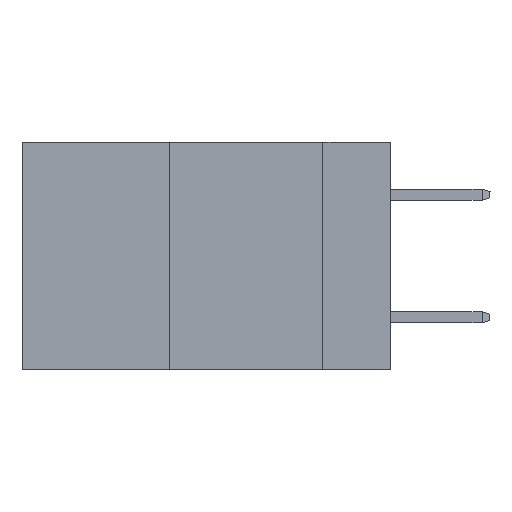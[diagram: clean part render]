
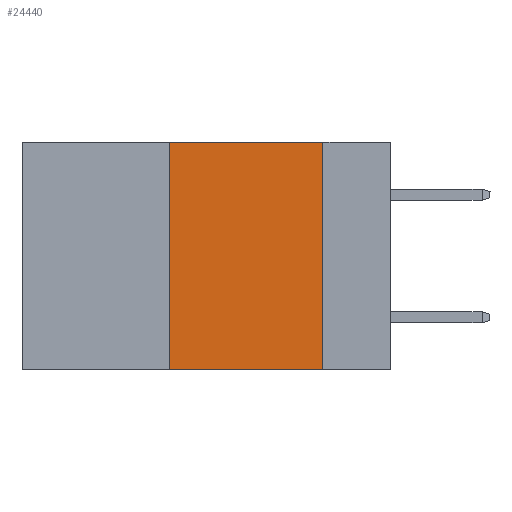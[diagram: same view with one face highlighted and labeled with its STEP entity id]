
A CAD part, left-side view. The second image highlights one B-rep face of the part: STEP entity #24440.
In plain terms, the highlighted planar face has unit normal (-1, 0, 0).
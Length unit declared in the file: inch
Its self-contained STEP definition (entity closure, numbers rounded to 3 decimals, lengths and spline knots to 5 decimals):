
#72 = VERTEX_POINT ( 'NONE', #18961 ) ;
#117 = ORIENTED_EDGE ( 'NONE', *, *, #13191, .F. ) ;
#640 = DIRECTION ( 'NONE',  ( 0., 0., -1. ) ) ;
#864 = VECTOR ( 'NONE', #640, 39.37008 ) ;
#975 = LINE ( 'NONE', #10769, #4924 ) ;
#1858 = CARTESIAN_POINT ( 'NONE',  ( 0., 0.11, 0. ) ) ;
#2178 = EDGE_LOOP ( 'NONE', ( #21925, #117, #2892, #13680 ) ) ;
#2892 = ORIENTED_EDGE ( 'NONE', *, *, #18361, .F. ) ;
#3144 = VERTEX_POINT ( 'NONE', #12393 ) ;
#3310 = AXIS2_PLACEMENT_3D ( 'NONE', #18338, #6986, #20233 ) ;
#4924 = VECTOR ( 'NONE', #6956, 39.37008 ) ;
#5476 = VECTOR ( 'NONE', #21192, 39.37008 ) ;
#5659 = FACE_OUTER_BOUND ( 'NONE', #2178, .T. ) ;
#6956 = DIRECTION ( 'NONE',  ( 0., 0., 1. ) ) ;
#6986 = DIRECTION ( 'NONE',  ( 1., 0., 0. ) ) ;
#7959 = VERTEX_POINT ( 'NONE', #1858 ) ;
#8203 = EDGE_CURVE ( 'NONE', #7959, #3144, #21157, .T. ) ;
#9142 = LINE ( 'NONE', #23296, #24248 ) ;
#10769 = CARTESIAN_POINT ( 'NONE',  ( 0., 0.36, 0. ) ) ;
#12014 = EDGE_CURVE ( 'NONE', #17746, #3144, #9142, .T. ) ;
#12393 = CARTESIAN_POINT ( 'NONE',  ( 0., 0.11, -0.37 ) ) ;
#13191 = EDGE_CURVE ( 'NONE', #72, #7959, #15601, .T. ) ;
#13680 = ORIENTED_EDGE ( 'NONE', *, *, #12014, .T. ) ;
#14079 = CARTESIAN_POINT ( 'NONE',  ( 0., 0.11, 0. ) ) ;
#14716 = CARTESIAN_POINT ( 'NONE',  ( 0., 0.36, -0.37 ) ) ;
#15601 = LINE ( 'NONE', #19310, #5476 ) ;
#17569 = DIRECTION ( 'NONE',  ( 0., -1., 0. ) ) ;
#17746 = VERTEX_POINT ( 'NONE', #14716 ) ;
#18256 = PLANE ( 'NONE',  #3310 ) ;
#18338 = CARTESIAN_POINT ( 'NONE',  ( 0., 0.6, 0. ) ) ;
#18361 = EDGE_CURVE ( 'NONE', #17746, #72, #975, .T. ) ;
#18961 = CARTESIAN_POINT ( 'NONE',  ( 0., 0.36, 0. ) ) ;
#19310 = CARTESIAN_POINT ( 'NONE',  ( 0., 0.6, 0. ) ) ;
#20233 = DIRECTION ( 'NONE',  ( 0., 0., -1. ) ) ;
#21157 = LINE ( 'NONE', #14079, #864 ) ;
#21192 = DIRECTION ( 'NONE',  ( 0., -1., 0. ) ) ;
#21925 = ORIENTED_EDGE ( 'NONE', *, *, #8203, .F. ) ;
#23296 = CARTESIAN_POINT ( 'NONE',  ( 0., 0.6, -0.37 ) ) ;
#24248 = VECTOR ( 'NONE', #17569, 39.37008 ) ;
#24440 = ADVANCED_FACE ( 'NONE', ( #5659 ), #18256, .F. ) ;
